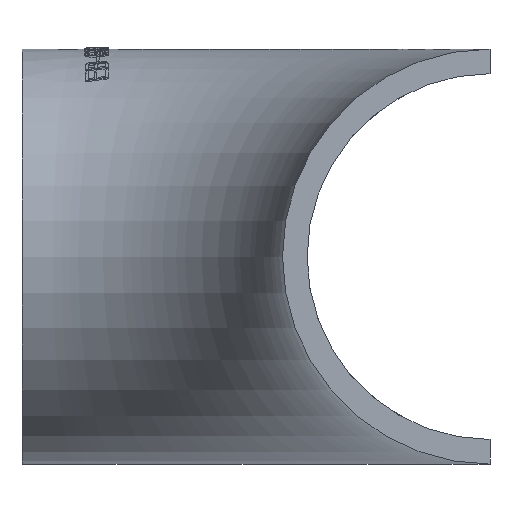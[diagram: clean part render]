
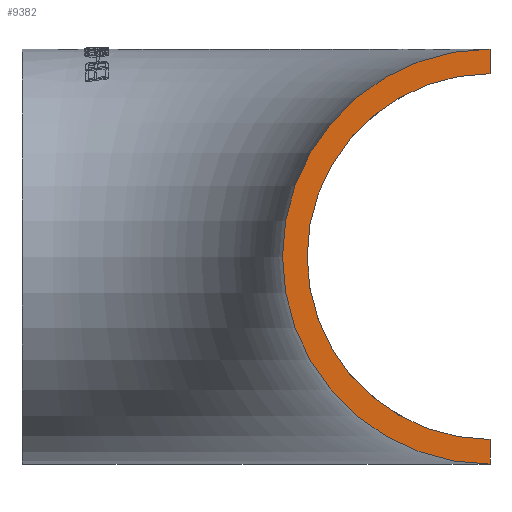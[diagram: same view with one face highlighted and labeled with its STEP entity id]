
A CAD part, left-side view. The second image highlights one B-rep face of the part: STEP entity #9382.
In plain terms, the highlighted planar face has unit normal (-1, 0, 0).
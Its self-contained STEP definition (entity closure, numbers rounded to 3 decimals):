
#1256 = DIRECTION ( 'NONE',  ( 1., 0., 0. ) ) ;
#1364 = CARTESIAN_POINT ( 'NONE',  ( 0., 0., -16.85 ) ) ;
#1531 = ORIENTED_EDGE ( 'NONE', *, *, #6635, .T. ) ;
#1791 = AXIS2_PLACEMENT_3D ( 'NONE', #8473, #10489, #3263 ) ;
#2482 = CARTESIAN_POINT ( 'NONE',  ( 0., 0., 14.85 ) ) ;
#2911 = EDGE_CURVE ( 'NONE', #8384, #7749, #11060, .T. ) ;
#3259 = ORIENTED_EDGE ( 'NONE', *, *, #2911, .F. ) ;
#3263 = DIRECTION ( 'NONE',  ( 0., 0., -1. ) ) ;
#3275 = VECTOR ( 'NONE', #7759, 1000. ) ;
#3511 = EDGE_CURVE ( 'NONE', #7749, #6170, #6390, .T. ) ;
#3776 = AXIS2_PLACEMENT_3D ( 'NONE', #10607, #1256, #7540 ) ;
#4100 = CIRCLE ( 'NONE', #1791, 14.85 ) ;
#5899 = CARTESIAN_POINT ( 'NONE',  ( 0., 0., -16.85 ) ) ;
#6027 = LINE ( 'NONE', #1364, #3275 ) ;
#6129 = PLANE ( 'NONE',  #9921 ) ;
#6170 = VERTEX_POINT ( 'NONE', #2482 ) ;
#6390 = LINE ( 'NONE', #7720, #10639 ) ;
#6506 = ORIENTED_EDGE ( 'NONE', *, *, #7091, .T. ) ;
#6635 = EDGE_CURVE ( 'NONE', #12583, #6170, #4100, .T. ) ;
#7091 = EDGE_CURVE ( 'NONE', #8384, #12583, #6027, .T. ) ;
#7125 = CARTESIAN_POINT ( 'NONE',  ( 0., 0., 0. ) ) ;
#7540 = DIRECTION ( 'NONE',  ( 0., 0., -1. ) ) ;
#7720 = CARTESIAN_POINT ( 'NONE',  ( 0., 0., 16.85 ) ) ;
#7749 = VERTEX_POINT ( 'NONE', #11721 ) ;
#7759 = DIRECTION ( 'NONE',  ( 0., 0., 1. ) ) ;
#7827 = CARTESIAN_POINT ( 'NONE',  ( 0., 0., -14.85 ) ) ;
#8384 = VERTEX_POINT ( 'NONE', #5899 ) ;
#8473 = CARTESIAN_POINT ( 'NONE',  ( 0., 0., 0. ) ) ;
#8681 = DIRECTION ( 'NONE',  ( 0., 0., -1. ) ) ;
#9285 = ORIENTED_EDGE ( 'NONE', *, *, #3511, .F. ) ;
#9382 = ADVANCED_FACE ( 'NONE', ( #11342 ), #6129, .F. ) ;
#9921 = AXIS2_PLACEMENT_3D ( 'NONE', #7125, #11433, #13462 ) ;
#10489 = DIRECTION ( 'NONE',  ( 1., 0., 0. ) ) ;
#10607 = CARTESIAN_POINT ( 'NONE',  ( 0., 0., 0. ) ) ;
#10639 = VECTOR ( 'NONE', #8681, 1000. ) ;
#11046 = EDGE_LOOP ( 'NONE', ( #9285, #3259, #6506, #1531 ) ) ;
#11060 = CIRCLE ( 'NONE', #3776, 16.85 ) ;
#11342 = FACE_OUTER_BOUND ( 'NONE', #11046, .T. ) ;
#11433 = DIRECTION ( 'NONE',  ( 1., 0., 0. ) ) ;
#11721 = CARTESIAN_POINT ( 'NONE',  ( 0., 0., 16.85 ) ) ;
#12583 = VERTEX_POINT ( 'NONE', #7827 ) ;
#13462 = DIRECTION ( 'NONE',  ( 0., 0., -1. ) ) ;
